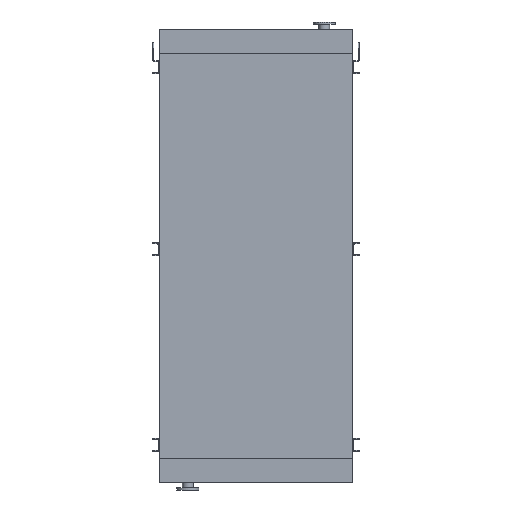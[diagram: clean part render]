
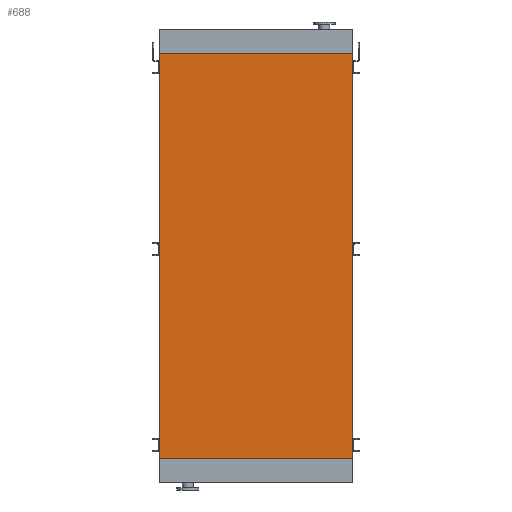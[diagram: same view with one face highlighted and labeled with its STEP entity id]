
A CAD part, front view. The second image highlights one B-rep face of the part: STEP entity #688.
In plain terms, the highlighted planar face has unit normal (0, -1, 0).
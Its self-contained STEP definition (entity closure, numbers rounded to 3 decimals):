
#450 = ORIENTED_EDGE ( 'NONE', *, *, #3932, .T. ) ;
#688 = ADVANCED_FACE ( 'NONE', ( #17878 ), #20414, .T. ) ;
#1590 = DIRECTION ( 'NONE',  ( 0., 0., -1. ) ) ;
#2508 = EDGE_CURVE ( 'NONE', #12757, #4977, #18812, .T. ) ;
#2637 = VERTEX_POINT ( 'NONE', #14810 ) ;
#2998 = CARTESIAN_POINT ( 'NONE',  ( -965., 0., -4050. ) ) ;
#3932 = EDGE_CURVE ( 'NONE', #2637, #4977, #11189, .T. ) ;
#4246 = DIRECTION ( 'NONE',  ( 0., 0., 1. ) ) ;
#4616 = DIRECTION ( 'NONE',  ( 1., 0., 0. ) ) ;
#4773 = EDGE_CURVE ( 'NONE', #11928, #12757, #17436, .T. ) ;
#4854 = CARTESIAN_POINT ( 'NONE',  ( -965., 0., -4050. ) ) ;
#4892 = CARTESIAN_POINT ( 'NONE',  ( -965., 0., -4050. ) ) ;
#4977 = VERTEX_POINT ( 'NONE', #18524 ) ;
#5960 = CARTESIAN_POINT ( 'NONE',  ( -965., 0., 0. ) ) ;
#6407 = CARTESIAN_POINT ( 'NONE',  ( -965., 0., 0. ) ) ;
#8670 = LINE ( 'NONE', #2998, #16992 ) ;
#10802 = DIRECTION ( 'NONE',  ( 1., 0., 0. ) ) ;
#11016 = CARTESIAN_POINT ( 'NONE',  ( -965., 0., -4050. ) ) ;
#11082 = DIRECTION ( 'NONE',  ( 0., -1., 0. ) ) ;
#11189 = LINE ( 'NONE', #16743, #14854 ) ;
#11436 = EDGE_CURVE ( 'NONE', #11928, #2637, #8670, .T. ) ;
#11476 = AXIS2_PLACEMENT_3D ( 'NONE', #11016, #11082, #1590 ) ;
#11928 = VERTEX_POINT ( 'NONE', #4854 ) ;
#12757 = VERTEX_POINT ( 'NONE', #6407 ) ;
#13300 = VECTOR ( 'NONE', #19026, 1000. ) ;
#14668 = VECTOR ( 'NONE', #10802, 1000. ) ;
#14810 = CARTESIAN_POINT ( 'NONE',  ( 965., 0., -4050. ) ) ;
#14854 = VECTOR ( 'NONE', #4246, 1000. ) ;
#15036 = ORIENTED_EDGE ( 'NONE', *, *, #4773, .F. ) ;
#16743 = CARTESIAN_POINT ( 'NONE',  ( 965., 0., -4050. ) ) ;
#16945 = ORIENTED_EDGE ( 'NONE', *, *, #2508, .F. ) ;
#16992 = VECTOR ( 'NONE', #4616, 1000. ) ;
#17436 = LINE ( 'NONE', #4892, #13300 ) ;
#17878 = FACE_OUTER_BOUND ( 'NONE', #19352, .T. ) ;
#18222 = ORIENTED_EDGE ( 'NONE', *, *, #11436, .T. ) ;
#18524 = CARTESIAN_POINT ( 'NONE',  ( 965., 0., 0. ) ) ;
#18812 = LINE ( 'NONE', #5960, #14668 ) ;
#19026 = DIRECTION ( 'NONE',  ( 0., 0., 1. ) ) ;
#19352 = EDGE_LOOP ( 'NONE', ( #16945, #15036, #18222, #450 ) ) ;
#20414 = PLANE ( 'NONE',  #11476 ) ;
